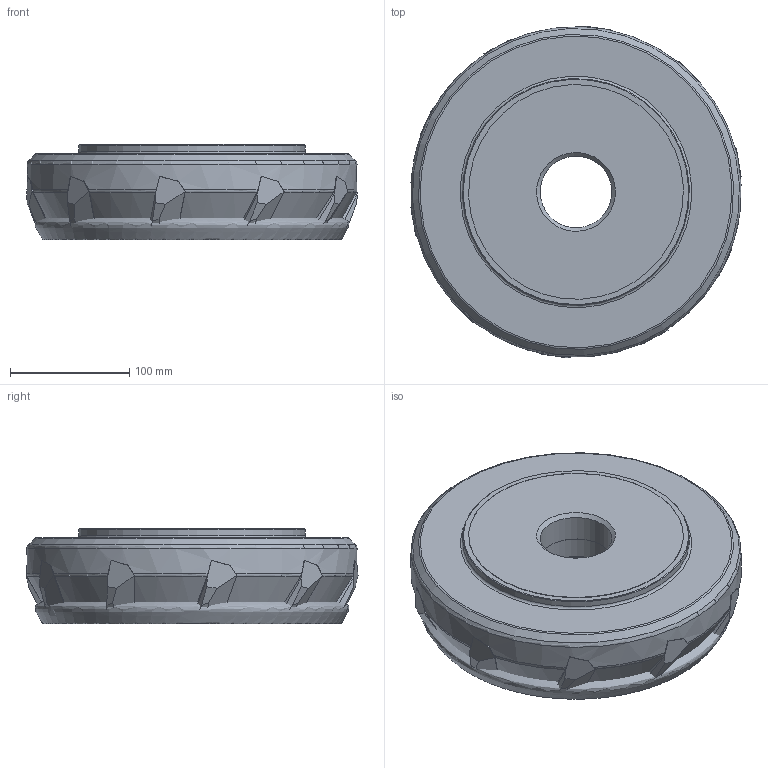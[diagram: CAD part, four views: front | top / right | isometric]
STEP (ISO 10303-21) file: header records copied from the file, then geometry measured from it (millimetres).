
FILE_DESCRIPTION(/* description */ (''),/* implementation_level */ '2;1');
FILE_NAME(/* name */ '1558611391506.stp',/* time_stamp */ '2019-05-23T17:06:44+06:00',/* author */ (''),/* organization */ ('SMS'),/* preprocessor_version */ 'ST-DEVELOPER v15',/* originating_system */ 'SIEMENS PLM Software NX 8.5',/* authorisation */ '');
FILE_SCHEMA (('AUTOMOTIVE_DESIGN { 1 0 10303 214 3 1 1 1 }'));
Length unit declared in the file: millimetre
Products named in the file (4): ASSEMBLY_CONSTRUCTION; 202246450mod000_01; 202279448mod000_00; 202279446mod000_00
Assembly tree (3 placements, depth 2):
  202279446mod000_00
    202279448mod000_00
    202246450mod000_01
    ASSEMBLY_CONSTRUCTION
Bounding box: 276.57 x 278.15 x 79.98 mm (x, y, z)
Volume: 3354444.9 mm3; surface area: 231432 mm2
Topology: 2 solids, 2 shells, 284 faces, 826 edges, 566 vertices
Faces by surface type: plane 216, torus 36, cone 25, cylinder 6, bspline 1
Full cylindrical faces by diameter (mm): 60.015 x1, 60.3 x1, 150 x1, 180 x1, 190 x1, 276.903 x1
Entity records: 18281 total; most frequent: CARTESIAN_POINT 10887, ORIENTED_EDGE 1604, DIRECTION 1312, EDGE_CURVE 802, VERTEX_POINT 543, LINE 480, VECTOR 480, AXIS2_PLACEMENT_3D 416
